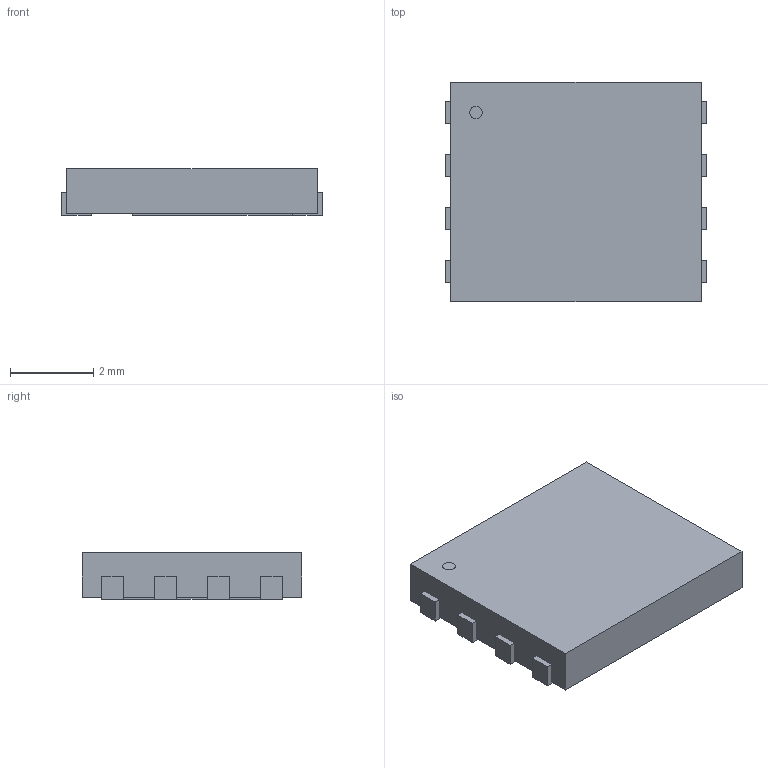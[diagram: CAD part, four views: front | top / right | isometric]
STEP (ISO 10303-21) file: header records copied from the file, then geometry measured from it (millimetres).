
FILE_DESCRIPTION(('STEP AP214'),'1');
FILE_NAME('POWERPAK_SO-8_SINGLE_VIS','2022-11-17T07:25:17',(''),(''),'','','');
FILE_SCHEMA(('AUTOMOTIVE_DESIGN'));
Length unit declared in the file: millimetre
Products named in the file (1): product
Bounding box: 6.25 x 5.26 x 1.12 mm (x, y, z)
Volume: 36.1 mm3; surface area: 136.9 mm2
Topology: 11 solids, 11 shells, 63 faces, 123 edges, 82 vertices
Faces by surface type: plane 62, cylinder 1
Full cylindrical faces by diameter (mm): 0.3 x1
Entity records: 1552 total; most frequent: DIRECTION 254, ORIENTED_EDGE 244, CARTESIAN_POINT 149, EDGE_CURVE 122, LINE 120, VECTOR 120, VERTEX_POINT 82, AXIS2_PLACEMENT_3D 67
